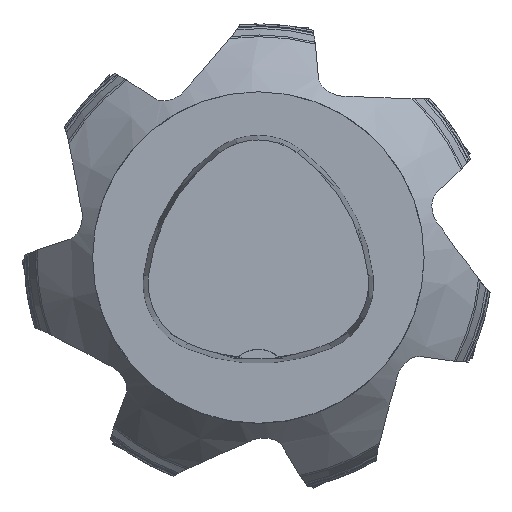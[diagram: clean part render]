
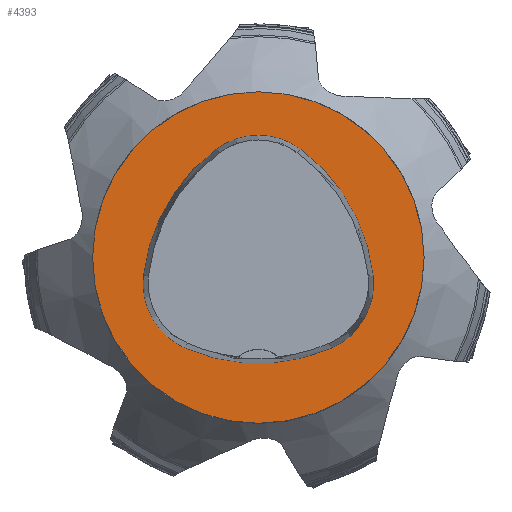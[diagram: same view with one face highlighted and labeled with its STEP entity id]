
A CAD part, top view. The second image highlights one B-rep face of the part: STEP entity #4393.
In plain terms, the highlighted planar face has unit normal (0, 0, 1).
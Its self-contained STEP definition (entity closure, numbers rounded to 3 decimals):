
#2117=FACE_BOUND('',#11056,.T.);
#2118=FACE_BOUND('',#11057,.T.);
#4393=ADVANCED_FACE('',(#2117,#2118),#7064,.T.);
#7064=PLANE('',#50561);
#11056=EDGE_LOOP('',(#20521,#20522,#20523,#20524,#20525,#20526));
#11057=EDGE_LOOP('',(#20527));
#16058=CIRCLE('',#50538,44.);
#16059=CIRCLE('',#50540,17.);
#16060=CIRCLE('',#50542,44.);
#16061=CIRCLE('',#50544,17.);
#16062=CIRCLE('',#50546,44.);
#16063=CIRCLE('',#50548,17.);
#16064=CIRCLE('',#50560,40.);
#20521=ORIENTED_EDGE('',*,*,#38959,.T.);
#20522=ORIENTED_EDGE('',*,*,#38957,.T.);
#20523=ORIENTED_EDGE('',*,*,#38955,.T.);
#20524=ORIENTED_EDGE('',*,*,#38953,.T.);
#20525=ORIENTED_EDGE('',*,*,#38951,.T.);
#20526=ORIENTED_EDGE('',*,*,#38949,.T.);
#20527=ORIENTED_EDGE('',*,*,#38972,.F.);
#33960=VERTEX_POINT('',#76794);
#33961=VERTEX_POINT('',#76796);
#33962=VERTEX_POINT('',#76800);
#33963=VERTEX_POINT('',#76804);
#33964=VERTEX_POINT('',#76808);
#33965=VERTEX_POINT('',#76812);
#33974=VERTEX_POINT('',#76844);
#38949=EDGE_CURVE('',#33961,#33960,#16058,.T.);
#38951=EDGE_CURVE('',#33962,#33961,#16059,.T.);
#38953=EDGE_CURVE('',#33963,#33962,#16060,.T.);
#38955=EDGE_CURVE('',#33964,#33963,#16061,.T.);
#38957=EDGE_CURVE('',#33965,#33964,#16062,.T.);
#38959=EDGE_CURVE('',#33960,#33965,#16063,.T.);
#38972=EDGE_CURVE('',#33974,#33974,#16064,.T.);
#50538=AXIS2_PLACEMENT_3D('',#76795,#57402,#57403);
#50540=AXIS2_PLACEMENT_3D('',#76799,#57407,#57408);
#50542=AXIS2_PLACEMENT_3D('',#76803,#57412,#57413);
#50544=AXIS2_PLACEMENT_3D('',#76807,#57417,#57418);
#50546=AXIS2_PLACEMENT_3D('',#76811,#57422,#57423);
#50548=AXIS2_PLACEMENT_3D('',#76815,#57427,#57428);
#50560=AXIS2_PLACEMENT_3D('',#76843,#57459,#57460);
#50561=AXIS2_PLACEMENT_3D('',#76845,#57461,#57462);
#57402=DIRECTION('',(0.,0.,-1.));
#57403=DIRECTION('',(-1.,0.,0.));
#57407=DIRECTION('',(0.,0.,-1.));
#57408=DIRECTION('',(-1.,0.,0.));
#57412=DIRECTION('',(0.,0.,-1.));
#57413=DIRECTION('',(-1.,0.,0.));
#57417=DIRECTION('',(0.,0.,-1.));
#57418=DIRECTION('',(-1.,0.,0.));
#57422=DIRECTION('',(0.,0.,-1.));
#57423=DIRECTION('',(-1.,0.,0.));
#57427=DIRECTION('',(0.,0.,-1.));
#57428=DIRECTION('',(-1.,0.,0.));
#57459=DIRECTION('',(0.,0.,-1.));
#57460=DIRECTION('',(-1.,0.,0.));
#57461=DIRECTION('',(0.,0.,1.));
#57462=DIRECTION('',(1.,0.,0.));
#76794=CARTESIAN_POINT('',(-17.652,-21.819,0.));
#76795=CARTESIAN_POINT('',(0.017,18.477,0.));
#76796=CARTESIAN_POINT('',(17.611,-21.852,0.));
#76799=CARTESIAN_POINT('',(10.814,-6.27,0.));
#76800=CARTESIAN_POINT('',(27.71,-4.394,0.));
#76803=CARTESIAN_POINT('',(-16.021,-9.25,0.));
#76804=CARTESIAN_POINT('',(10.049,26.194,0.));
#76807=CARTESIAN_POINT('',(-0.023,12.5,0.));
#76808=CARTESIAN_POINT('',(-10.119,26.178,0.));
#76811=CARTESIAN_POINT('',(16.01,-9.224,0.));
#76812=CARTESIAN_POINT('',(-27.722,-4.378,0.));
#76815=CARTESIAN_POINT('',(-10.825,-6.25,0.));
#76843=CARTESIAN_POINT('',(0.,0.,0.));
#76844=CARTESIAN_POINT('',(-40.,0.,0.));
#76845=CARTESIAN_POINT('',(0.,0.,0.));
